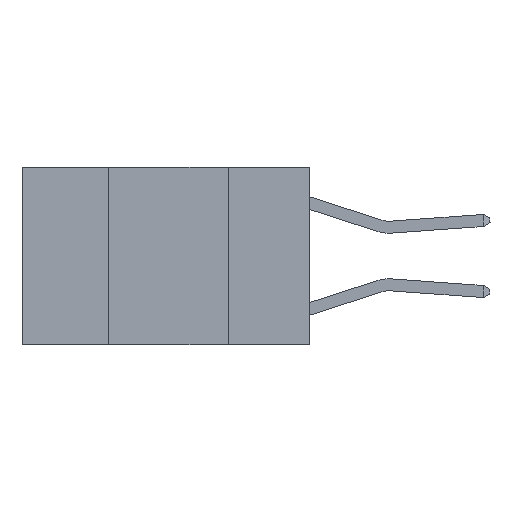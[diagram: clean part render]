
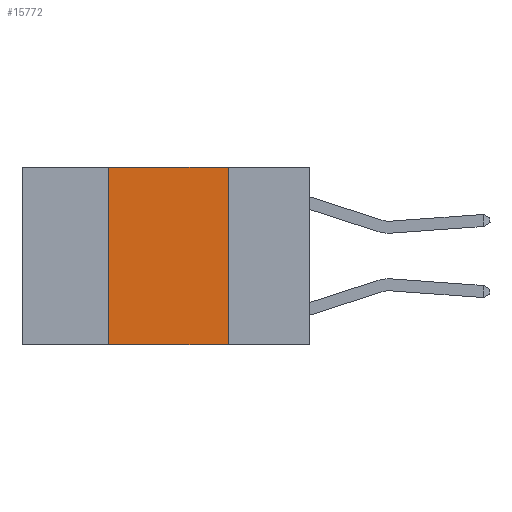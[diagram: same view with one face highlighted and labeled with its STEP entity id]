
A CAD part, left-side view. The second image highlights one B-rep face of the part: STEP entity #15772.
In plain terms, the highlighted planar face has unit normal (-1, 0, 0).
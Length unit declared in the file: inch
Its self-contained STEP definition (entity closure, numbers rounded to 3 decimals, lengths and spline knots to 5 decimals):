
#1402 = DIRECTION ( 'NONE',  ( 0., 0., 1. ) ) ;
#2206 = ORIENTED_EDGE ( 'NONE', *, *, #8815, .F. ) ;
#2222 = CARTESIAN_POINT ( 'NONE',  ( 0., 0.17, 0. ) ) ;
#2514 = DIRECTION ( 'NONE',  ( 1., 0., 0. ) ) ;
#2889 = CARTESIAN_POINT ( 'NONE',  ( 0., 0.6, -0.37 ) ) ;
#3586 = EDGE_CURVE ( 'NONE', #6903, #18086, #14975, .T. ) ;
#5293 = VERTEX_POINT ( 'NONE', #8000 ) ;
#5812 = CARTESIAN_POINT ( 'NONE',  ( 0., 0.6, 0. ) ) ;
#6394 = LINE ( 'NONE', #13909, #14110 ) ;
#6755 = CARTESIAN_POINT ( 'NONE',  ( 0., 0.17, -0.37 ) ) ;
#6903 = VERTEX_POINT ( 'NONE', #13802 ) ;
#7390 = DIRECTION ( 'NONE',  ( 0., -1., 0. ) ) ;
#7529 = LINE ( 'NONE', #5812, #11115 ) ;
#7818 = EDGE_CURVE ( 'NONE', #6903, #5293, #6394, .T. ) ;
#8000 = CARTESIAN_POINT ( 'NONE',  ( 0., 0.42, 0. ) ) ;
#8815 = EDGE_CURVE ( 'NONE', #18965, #18086, #19125, .T. ) ;
#9735 = FACE_OUTER_BOUND ( 'NONE', #15164, .T. ) ;
#10516 = ORIENTED_EDGE ( 'NONE', *, *, #12843, .F. ) ;
#10894 = VECTOR ( 'NONE', #18266, 39.37008 ) ;
#10995 = ORIENTED_EDGE ( 'NONE', *, *, #3586, .T. ) ;
#11115 = VECTOR ( 'NONE', #7390, 39.37008 ) ;
#11841 = CARTESIAN_POINT ( 'NONE',  ( 0., 0.6, 0. ) ) ;
#12843 = EDGE_CURVE ( 'NONE', #5293, #18965, #7529, .T. ) ;
#13380 = DIRECTION ( 'NONE',  ( 0., 0., -1. ) ) ;
#13802 = CARTESIAN_POINT ( 'NONE',  ( 0., 0.42, -0.37 ) ) ;
#13909 = CARTESIAN_POINT ( 'NONE',  ( 0., 0.42, 0. ) ) ;
#14110 = VECTOR ( 'NONE', #1402, 39.37008 ) ;
#14596 = DIRECTION ( 'NONE',  ( 0., 0., -1. ) ) ;
#14614 = ORIENTED_EDGE ( 'NONE', *, *, #7818, .F. ) ;
#14853 = PLANE ( 'NONE',  #16149 ) ;
#14975 = LINE ( 'NONE', #2889, #10894 ) ;
#15164 = EDGE_LOOP ( 'NONE', ( #2206, #10516, #14614, #10995 ) ) ;
#15772 = ADVANCED_FACE ( 'NONE', ( #9735 ), #14853, .F. ) ;
#16149 = AXIS2_PLACEMENT_3D ( 'NONE', #11841, #2514, #13380 ) ;
#17893 = CARTESIAN_POINT ( 'NONE',  ( 0., 0.17, 0. ) ) ;
#18086 = VERTEX_POINT ( 'NONE', #6755 ) ;
#18266 = DIRECTION ( 'NONE',  ( 0., -1., 0. ) ) ;
#18673 = VECTOR ( 'NONE', #14596, 39.37008 ) ;
#18965 = VERTEX_POINT ( 'NONE', #17893 ) ;
#19125 = LINE ( 'NONE', #2222, #18673 ) ;
